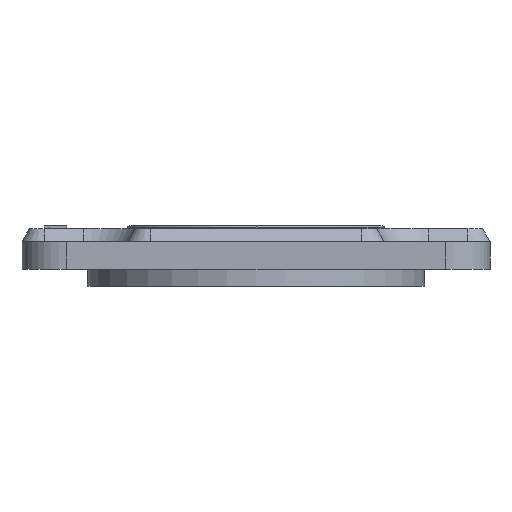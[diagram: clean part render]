
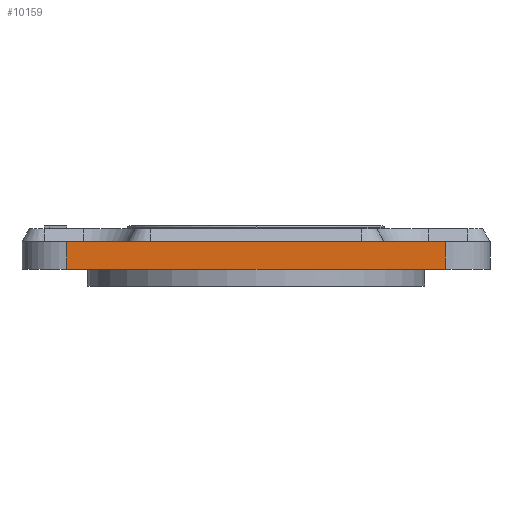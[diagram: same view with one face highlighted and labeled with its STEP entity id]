
A CAD part, left-side view. The second image highlights one B-rep face of the part: STEP entity #10159.
In plain terms, the highlighted planar face has unit normal (-1, 0, 0).
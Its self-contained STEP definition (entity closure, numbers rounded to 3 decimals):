
#279=DIRECTION('',(0.,-1.,0.));
#280=VECTOR('',#279,68.);
#281=CARTESIAN_POINT('',(-107.5,34.,0.));
#282=LINE('',#281,#280);
#460=DIRECTION('',(0.,1.,0.));
#461=VECTOR('',#460,15.);
#462=CARTESIAN_POINT('',(-107.5,19.,5.));
#463=LINE('',#462,#461);
#519=DIRECTION('',(0.,1.,0.));
#520=VECTOR('',#519,15.);
#521=CARTESIAN_POINT('',(-107.5,-34.,5.));
#522=LINE('',#521,#520);
#837=DIRECTION('',(0.,-1.,0.));
#838=VECTOR('',#837,38.);
#839=CARTESIAN_POINT('',(-107.5,19.,5.));
#840=LINE('',#839,#838);
#844=DIRECTION('',(0.,0.,-1.));
#845=VECTOR('',#844,5.);
#846=CARTESIAN_POINT('',(-107.5,-34.,5.));
#847=LINE('',#846,#845);
#889=DIRECTION('',(0.,0.,-1.));
#890=VECTOR('',#889,5.);
#891=CARTESIAN_POINT('',(-107.5,34.,5.));
#892=LINE('',#891,#890);
#8200=CARTESIAN_POINT('',(-107.5,34.,5.));
#8201=VERTEX_POINT('',#8200);
#8202=CARTESIAN_POINT('',(-107.5,34.,0.));
#8203=VERTEX_POINT('',#8202);
#8204=CARTESIAN_POINT('',(-107.5,-34.,5.));
#8205=CARTESIAN_POINT('',(-107.5,-34.,0.));
#8206=VERTEX_POINT('',#8204);
#8207=VERTEX_POINT('',#8205);
#8288=CARTESIAN_POINT('',(-107.5,19.,5.));
#8289=VERTEX_POINT('',#8288);
#8290=CARTESIAN_POINT('',(-107.5,-19.,5.));
#8292=VERTEX_POINT('',#8290);
#10144=CARTESIAN_POINT('',(-107.5,42.,0.));
#10145=DIRECTION('',(-1.,0.,0.));
#10146=DIRECTION('',(0.,-1.,0.));
#10147=AXIS2_PLACEMENT_3D('',#10144,#10145,#10146);
#10148=PLANE('',#10147);
#10149=ORIENTED_EDGE('',*,*,#10134,.T.);
#10150=ORIENTED_EDGE('',*,*,#9741,.F.);
#10152=ORIENTED_EDGE('',*,*,#10151,.T.);
#10153=ORIENTED_EDGE('',*,*,#9599,.F.);
#10155=ORIENTED_EDGE('',*,*,#10154,.F.);
#10156=ORIENTED_EDGE('',*,*,#9707,.F.);
#10157=EDGE_LOOP('',(#10149,#10150,#10152,#10153,#10155,#10156));
#10158=FACE_OUTER_BOUND('',#10157,.F.);
#9599=EDGE_CURVE('',#8203,#8207,#282,.T.);
#9707=EDGE_CURVE('',#8289,#8201,#463,.T.);
#9741=EDGE_CURVE('',#8206,#8292,#522,.T.);
#10134=EDGE_CURVE('',#8289,#8292,#840,.T.);
#10151=EDGE_CURVE('',#8206,#8207,#847,.T.);
#10154=EDGE_CURVE('',#8201,#8203,#892,.T.);
#10159=ADVANCED_FACE('',(#10158),#10148,.T.);
